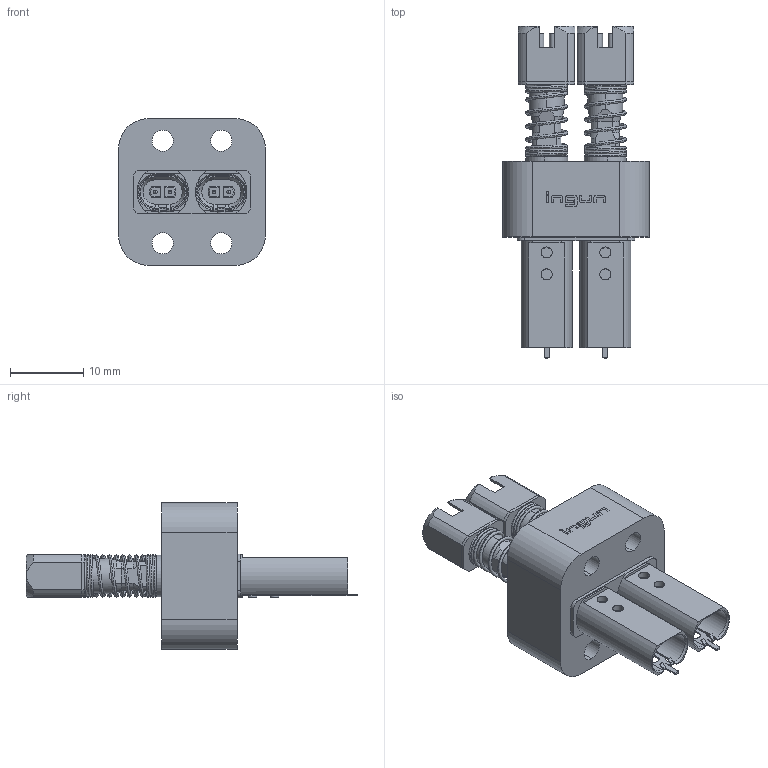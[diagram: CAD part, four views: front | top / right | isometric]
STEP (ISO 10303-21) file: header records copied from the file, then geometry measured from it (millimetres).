
FILE_DESCRIPTION (( 'STEP AP203' ), '1' );
FILE_NAME ('INGUN_HFS-802_314_051_A_xx42_HMTD-2.STEP', '2025-09-30T12:05:35', ( '' ), ( '' ), 'SwSTEP 2.0', 'SolidWorks 2023', '' );
FILE_SCHEMA (( 'CONFIG_CONTROL_DESIGN' ));
Length unit declared in the file: millimetre
Products named in the file (1): INGUN_HFS-802_314_051_A_xx42_HMTD-2
Bounding box: 20 x 45.3 x 20 mm (x, y, z)
Volume: 4805.1 mm3; surface area: 4535.6 mm2
Topology: 1 solids, 1 shells, 585 faces, 1500 edges, 942 vertices
Faces by surface type: plane 303, cylinder 190, cone 72, bspline 12, sphere 8
Entity records: 23041 total; most frequent: CARTESIAN_POINT 8816, DIRECTION 2970, ORIENTED_EDGE 2968, EDGE_CURVE 1484, AXIS2_PLACEMENT_3D 1052, VERTEX_POINT 934, VECTOR 866, LINE 866
